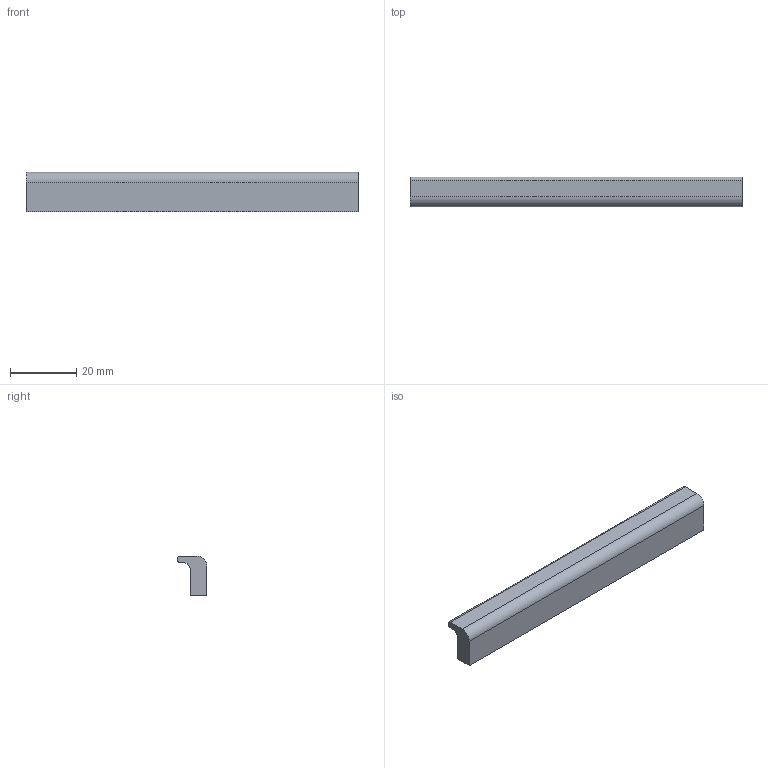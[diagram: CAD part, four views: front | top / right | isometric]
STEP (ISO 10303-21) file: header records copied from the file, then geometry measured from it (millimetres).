
FILE_DESCRIPTION( ( '' ), ' ' );
FILE_NAME( '5b430a2dcf2ef80fb252243f.step', '2018-07-09T07:09:34', ( '' ), ( '' ), ' ', ' ', ' ' );
FILE_SCHEMA( ( 'AUTOMOTIVE_DESIGN { 1 0 10303 214 1 1 1 1 }' ) );
Length unit declared in the file: metre
Products named in the file (1): Rutschhalter
Bounding box: 100 x 9 x 12 mm (x, y, z)
Volume: 6546.7 mm3; surface area: 4185.2 mm2
Topology: 1 solids, 1 shells, 14 faces, 30 edges, 20 vertices
Faces by surface type: plane 9, cylinder 5
Full cylindrical faces by diameter (mm): 2.7 x2
Entity records: 502 total; most frequent: DIRECTION 68, CARTESIAN_POINT 63, ORIENTED_EDGE 56, EDGE_CURVE 28, AXIS2_PLACEMENT_3D 25, VERTEX_POINT 20, EDGE_LOOP 18, LINE 18
